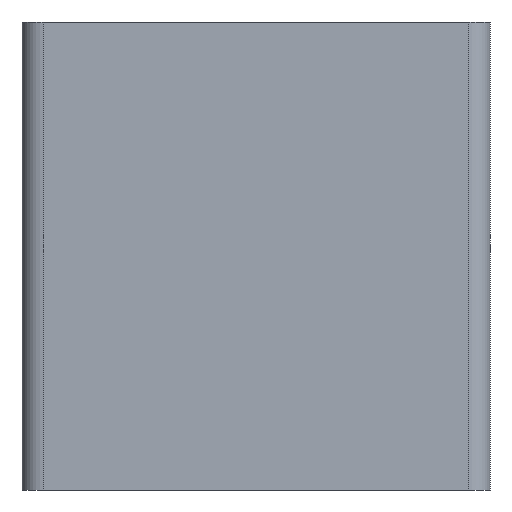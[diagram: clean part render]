
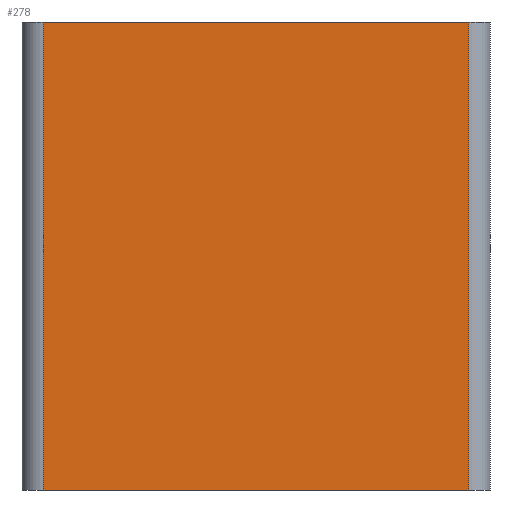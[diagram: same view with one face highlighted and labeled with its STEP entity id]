
A CAD part, left-side view. The second image highlights one B-rep face of the part: STEP entity #278.
In plain terms, the highlighted planar face has unit normal (-1, 0, 0).
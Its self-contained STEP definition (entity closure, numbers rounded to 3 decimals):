
#7 = CARTESIAN_POINT ( 'NONE',  ( 0., 5., 0. ) ) ;
#9 = VERTEX_POINT ( 'NONE', #7 ) ;
#47 = DIRECTION ( 'NONE',  ( 0., 0., -1. ) ) ;
#48 = EDGE_LOOP ( 'NONE', ( #1375, #412, #134, #1398 ) ) ;
#53 = VECTOR ( 'NONE', #274, 1000. ) ;
#69 = CARTESIAN_POINT ( 'NONE',  ( 0., 0., 110. ) ) ;
#75 = DIRECTION ( 'NONE',  ( 0., 0., -1. ) ) ;
#83 = CARTESIAN_POINT ( 'NONE',  ( 0., 105., 110. ) ) ;
#118 = EDGE_CURVE ( 'NONE', #1373, #1312, #676, .T. ) ;
#119 = VECTOR ( 'NONE', #236, 1000. ) ;
#134 = ORIENTED_EDGE ( 'NONE', *, *, #118, .F. ) ;
#236 = DIRECTION ( 'NONE',  ( 0., -1., 0. ) ) ;
#261 = AXIS2_PLACEMENT_3D ( 'NONE', #69, #1019, #47 ) ;
#274 = DIRECTION ( 'NONE',  ( 0., -1., 0. ) ) ;
#278 = ADVANCED_FACE ( 'NONE', ( #495 ), #364, .F. ) ;
#364 = PLANE ( 'NONE',  #261 ) ;
#412 = ORIENTED_EDGE ( 'NONE', *, *, #1342, .T. ) ;
#435 = CARTESIAN_POINT ( 'NONE',  ( 0., 5., 110. ) ) ;
#495 = FACE_OUTER_BOUND ( 'NONE', #48, .T. ) ;
#579 = EDGE_CURVE ( 'NONE', #1266, #9, #987, .T. ) ;
#593 = CARTESIAN_POINT ( 'NONE',  ( 0., 5., 110. ) ) ;
#676 = LINE ( 'NONE', #1123, #53 ) ;
#827 = DIRECTION ( 'NONE',  ( 0., 0., 1. ) ) ;
#926 = EDGE_CURVE ( 'NONE', #1373, #1266, #951, .T. ) ;
#951 = LINE ( 'NONE', #1276, #1340 ) ;
#987 = LINE ( 'NONE', #1196, #119 ) ;
#1019 = DIRECTION ( 'NONE',  ( 1., 0., 0. ) ) ;
#1046 = LINE ( 'NONE', #435, #1187 ) ;
#1123 = CARTESIAN_POINT ( 'NONE',  ( 0., 0., 110. ) ) ;
#1187 = VECTOR ( 'NONE', #827, 1000. ) ;
#1196 = CARTESIAN_POINT ( 'NONE',  ( 0., 0., 0. ) ) ;
#1217 = CARTESIAN_POINT ( 'NONE',  ( 0., 105., 0. ) ) ;
#1266 = VERTEX_POINT ( 'NONE', #1217 ) ;
#1276 = CARTESIAN_POINT ( 'NONE',  ( 0., 105., 110. ) ) ;
#1312 = VERTEX_POINT ( 'NONE', #593 ) ;
#1340 = VECTOR ( 'NONE', #75, 1000. ) ;
#1342 = EDGE_CURVE ( 'NONE', #9, #1312, #1046, .T. ) ;
#1373 = VERTEX_POINT ( 'NONE', #83 ) ;
#1375 = ORIENTED_EDGE ( 'NONE', *, *, #579, .T. ) ;
#1398 = ORIENTED_EDGE ( 'NONE', *, *, #926, .T. ) ;
